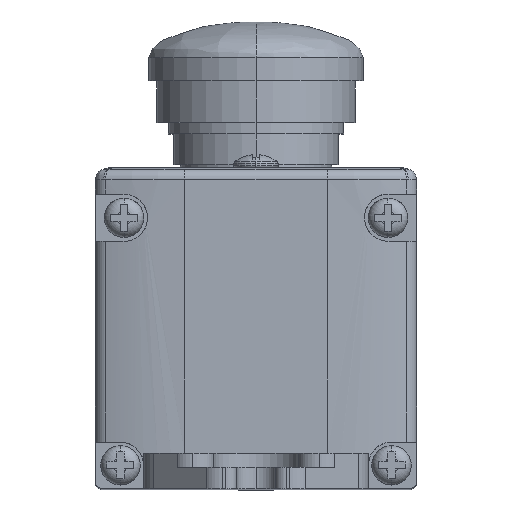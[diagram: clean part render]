
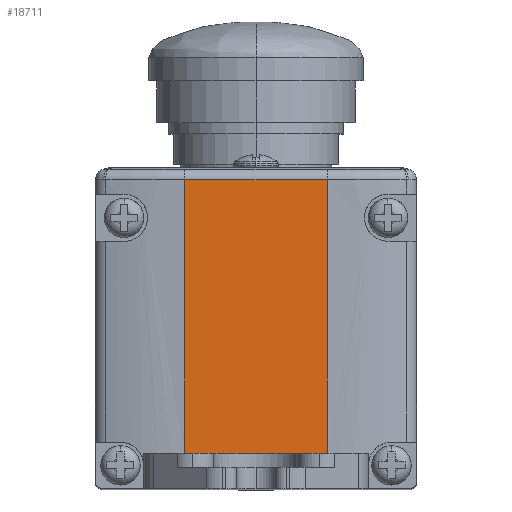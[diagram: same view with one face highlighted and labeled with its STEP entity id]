
A CAD part, top view. The second image highlights one B-rep face of the part: STEP entity #18711.
In plain terms, the highlighted planar face has unit normal (0, 0, 1).
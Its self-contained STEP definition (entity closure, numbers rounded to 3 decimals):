
#2368 = VECTOR ( 'NONE', #12242, 1000. ) ;
#2406 = VECTOR ( 'NONE', #12258, 1000. ) ;
#2598 = CARTESIAN_POINT ( 'NONE',  ( -10., 5., 38.5 ) ) ;
#2642 = CARTESIAN_POINT ( 'NONE',  ( 10., 5., 38.5 ) ) ;
#2648 = CARTESIAN_POINT ( 'NONE',  ( -10., 43.349, 38.5 ) ) ;
#2659 = CARTESIAN_POINT ( 'NONE',  ( 10., 43.349, 38.5 ) ) ;
#3237 = CARTESIAN_POINT ( 'NONE',  ( -10., 0., 38.5 ) ) ;
#3238 = LINE ( 'NONE', #3237, #16043 ) ;
#3247 = DIRECTION ( 'NONE',  ( 0., 1., 0. ) ) ;
#3248 = LINE ( 'NONE', #3249, #16028 ) ;
#3249 = CARTESIAN_POINT ( 'NONE',  ( 22.5, 5., 38.5 ) ) ;
#3250 = DIRECTION ( 'NONE',  ( 1., 0., 0. ) ) ;
#3967 = AXIS2_PLACEMENT_3D ( 'NONE', #7912, #7942, #7943 ) ;
#5630 = EDGE_CURVE ( 'NONE', #11853, #11842, #12238, .T. ) ;
#5641 = EDGE_CURVE ( 'NONE', #11836, #11853, #12256, .T. ) ;
#7912 = CARTESIAN_POINT ( 'NONE',  ( 22.5, 45., 38.5 ) ) ;
#7935 = FACE_OUTER_BOUND ( 'NONE', #11417, .T. ) ;
#7939 = PLANE ( 'NONE',  #3967 ) ;
#7942 = DIRECTION ( 'NONE',  ( 0., 0., 1. ) ) ;
#7943 = DIRECTION ( 'NONE',  ( 1., 0., 0. ) ) ;
#11417 = EDGE_LOOP ( 'NONE', ( #18462, #18463, #18464, #18465 ) ) ;
#11792 = VERTEX_POINT ( 'NONE', #2598 ) ;
#11836 = VERTEX_POINT ( 'NONE', #2642 ) ;
#11842 = VERTEX_POINT ( 'NONE', #2648 ) ;
#11853 = VERTEX_POINT ( 'NONE', #2659 ) ;
#12064 = EDGE_CURVE ( 'NONE', #11792, #11842, #3238, .T. ) ;
#12065 = EDGE_CURVE ( 'NONE', #11792, #11836, #3248, .T. ) ;
#12236 = CARTESIAN_POINT ( 'NONE',  ( 22.5, 43.349, 38.5 ) ) ;
#12238 = LINE ( 'NONE', #12236, #2368 ) ;
#12242 = DIRECTION ( 'NONE',  ( -1., 0., 0. ) ) ;
#12256 = LINE ( 'NONE', #12257, #2406 ) ;
#12257 = CARTESIAN_POINT ( 'NONE',  ( 10., 0., 38.5 ) ) ;
#12258 = DIRECTION ( 'NONE',  ( 0., 1., 0. ) ) ;
#16028 = VECTOR ( 'NONE', #3250, 1000. ) ;
#16043 = VECTOR ( 'NONE', #3247, 1000. ) ;
#18462 = ORIENTED_EDGE ( 'NONE', *, *, #12064, .F. ) ;
#18463 = ORIENTED_EDGE ( 'NONE', *, *, #12065, .T. ) ;
#18464 = ORIENTED_EDGE ( 'NONE', *, *, #5641, .T. ) ;
#18465 = ORIENTED_EDGE ( 'NONE', *, *, #5630, .T. ) ;
#18711 = ADVANCED_FACE ( 'NONE', ( #7935 ), #7939, .T. ) ;
